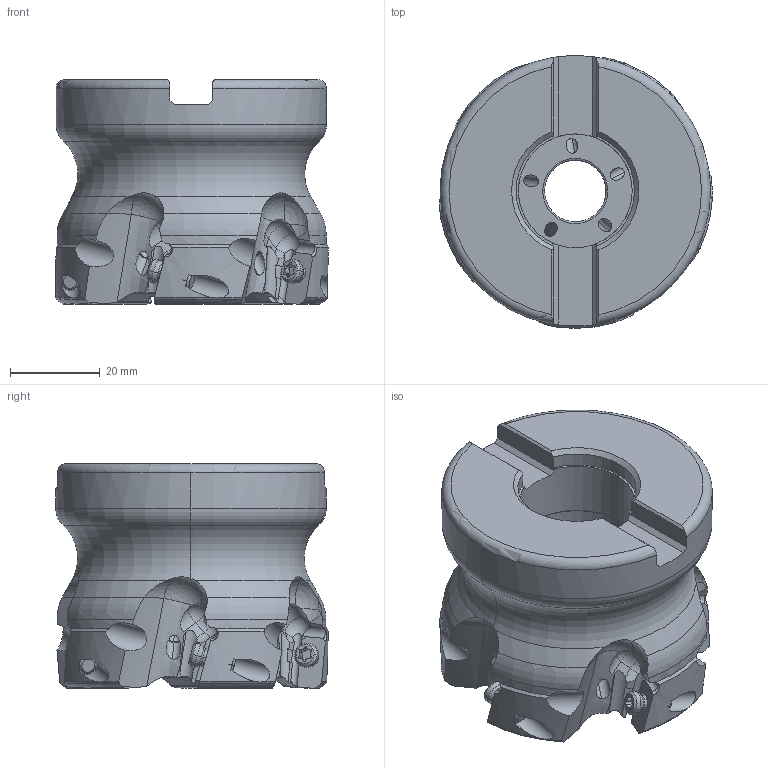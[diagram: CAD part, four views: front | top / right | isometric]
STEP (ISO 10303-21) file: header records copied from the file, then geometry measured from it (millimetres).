
FILE_DESCRIPTION(/* description */ (''),/* implementation_level */ '2;1');
FILE_NAME(/* name */ 'APX4000UR2505CB.stp',/* time_stamp */ '2021-09-08T11:43:08+09:00',/* author */ (''),/* organization */ (''),/* preprocessor_version */ 'ST-DEVELOPER v16',/* originating_system */ 'SIEMENS PLM Software NX 10.0',/* authorisation */ '');
FILE_SCHEMA (('AUTOMOTIVE_DESIGN { 1 0 10303 214 3 1 1 1 }'));
Length unit declared in the file: millimetre
Products named in the file (1): APX4000UR2505CB_ASM
Bounding box: 60.81 x 60.78 x 50.11 mm (x, y, z)
Volume: 93091.1 mm3; surface area: 20906.8 mm2
Topology: 6 solids, 6 shells, 465 faces, 1430 edges, 971 vertices
Faces by surface type: cylinder 192, plane 111, cone 73, torus 44, sphere 30, bspline 15
Entity records: 23414 total; most frequent: CARTESIAN_POINT 10791, ORIENTED_EDGE 2820, DIRECTION 2492, EDGE_CURVE 1410, AXIS2_PLACEMENT_3D 1102, VERTEX_POINT 963, CIRCLE 564, B_SPLINE_CURVE_WITH_KNOTS 498
